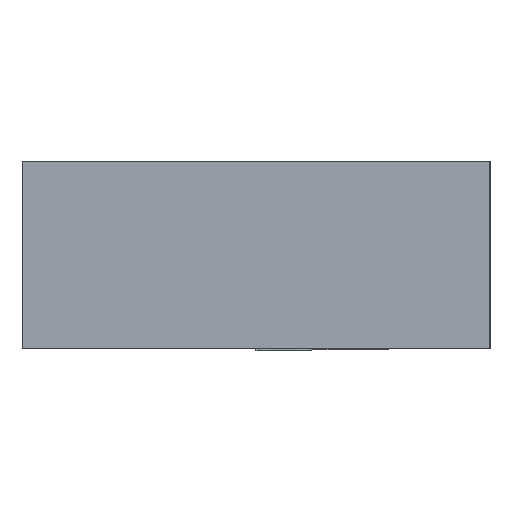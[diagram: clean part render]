
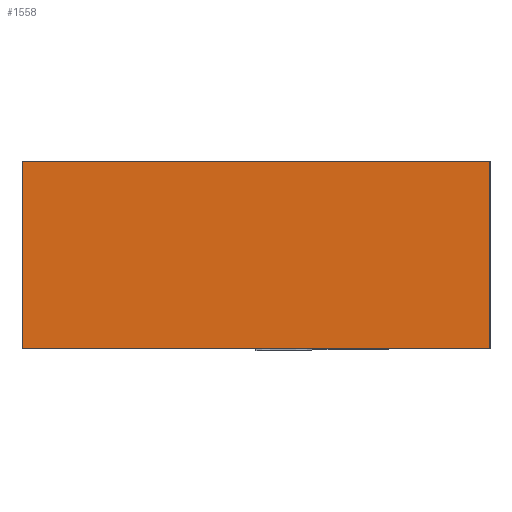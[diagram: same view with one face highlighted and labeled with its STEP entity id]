
A CAD part, front view. The second image highlights one B-rep face of the part: STEP entity #1558.
In plain terms, the highlighted planar face has unit normal (0, -1, 0).
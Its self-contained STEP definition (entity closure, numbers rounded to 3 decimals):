
#61=PLANE('',#1680);
#143=FACE_OUTER_BOUND('',#234,.T.);
#234=EDGE_LOOP('',(#1384,#1385,#1386,#1387));
#415=LINE('',#5710,#543);
#466=LINE('',#5813,#594);
#467=LINE('',#5816,#595);
#468=LINE('',#5817,#596);
#543=VECTOR('',#1910,10.);
#594=VECTOR('',#2001,10.);
#595=VECTOR('',#2004,10.);
#596=VECTOR('',#2005,10.);
#715=VERTEX_POINT('',#5707);
#716=VERTEX_POINT('',#5709);
#748=VERTEX_POINT('',#5811);
#749=VERTEX_POINT('',#5815);
#918=EDGE_CURVE('',#715,#716,#415,.T.);
#971=EDGE_CURVE('',#748,#716,#466,.T.);
#972=EDGE_CURVE('',#749,#748,#467,.T.);
#973=EDGE_CURVE('',#749,#715,#468,.T.);
#1384=ORIENTED_EDGE('',*,*,#972,.T.);
#1385=ORIENTED_EDGE('',*,*,#971,.T.);
#1386=ORIENTED_EDGE('',*,*,#918,.F.);
#1387=ORIENTED_EDGE('',*,*,#973,.F.);
#1558=ADVANCED_FACE('',(#143),#61,.T.);
#1680=AXIS2_PLACEMENT_3D('',#5814,#2002,#2003);
#1910=DIRECTION('',(1.,0.,0.));
#2001=DIRECTION('',(0.,0.,1.));
#2002=DIRECTION('center_axis',(0.,-1.,0.));
#2003=DIRECTION('ref_axis',(1.,0.,0.));
#2004=DIRECTION('',(1.,0.,0.));
#2005=DIRECTION('',(0.,0.,1.));
#5707=CARTESIAN_POINT('',(1.472,-61.069,12.));
#5709=CARTESIAN_POINT('',(31.472,-61.069,12.));
#5710=CARTESIAN_POINT('',(1.472,-61.069,12.));
#5811=CARTESIAN_POINT('',(31.472,-61.069,0.));
#5813=CARTESIAN_POINT('',(31.472,-61.069,0.));
#5814=CARTESIAN_POINT('Origin',(1.472,-61.069,0.));
#5815=CARTESIAN_POINT('',(1.472,-61.069,0.));
#5816=CARTESIAN_POINT('',(1.472,-61.069,0.));
#5817=CARTESIAN_POINT('',(1.472,-61.069,0.));
